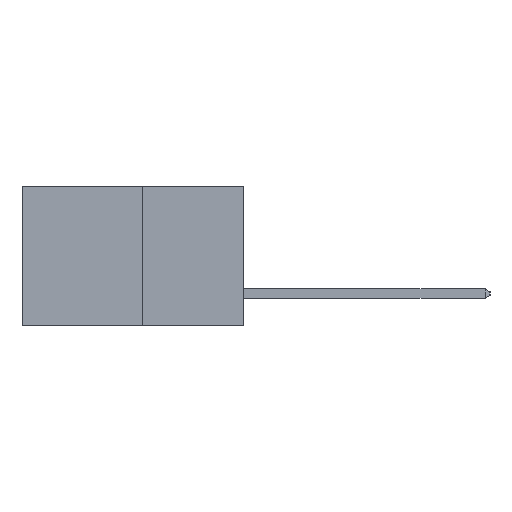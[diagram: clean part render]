
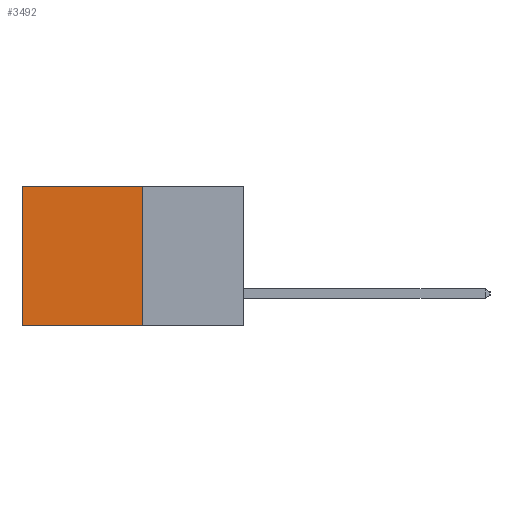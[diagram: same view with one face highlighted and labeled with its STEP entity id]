
A CAD part, left-side view. The second image highlights one B-rep face of the part: STEP entity #3492.
In plain terms, the highlighted planar face has unit normal (-1, 0, 0).
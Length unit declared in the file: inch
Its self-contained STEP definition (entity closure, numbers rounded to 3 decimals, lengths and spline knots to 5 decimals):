
#391 = VERTEX_POINT ( 'NONE', #9059 ) ;
#625 = LINE ( 'NONE', #3394, #5024 ) ;
#908 = VECTOR ( 'NONE', #10100, 39.37008 ) ;
#1517 = LINE ( 'NONE', #2285, #7735 ) ;
#2053 = ORIENTED_EDGE ( 'NONE', *, *, #3936, .T. ) ;
#2233 = VERTEX_POINT ( 'NONE', #4411 ) ;
#2285 = CARTESIAN_POINT ( 'NONE',  ( 0.277, 0.27, -0.37 ) ) ;
#2289 = CARTESIAN_POINT ( 'NONE',  ( 0.277, 0.27, -0.37 ) ) ;
#2302 = VERTEX_POINT ( 'NONE', #6998 ) ;
#2327 = DIRECTION ( 'NONE',  ( 0., 1., 0. ) ) ;
#2589 = EDGE_LOOP ( 'NONE', ( #2053, #10264, #7341, #6788 ) ) ;
#2925 = DIRECTION ( 'NONE',  ( 0., 0., -1. ) ) ;
#2935 = DIRECTION ( 'NONE',  ( 1., 0., 0. ) ) ;
#2975 = PLANE ( 'NONE',  #4643 ) ;
#3149 = DIRECTION ( 'NONE',  ( 0., 0., -1. ) ) ;
#3273 = CARTESIAN_POINT ( 'NONE',  ( 0.277, 0.27, -0.37 ) ) ;
#3394 = CARTESIAN_POINT ( 'NONE',  ( 0.277, 0.59, -0.37 ) ) ;
#3492 = ADVANCED_FACE ( 'NONE', ( #4271 ), #2975, .F. ) ;
#3936 = EDGE_CURVE ( 'NONE', #5359, #2233, #625, .T. ) ;
#4271 = FACE_OUTER_BOUND ( 'NONE', #2589, .T. ) ;
#4411 = CARTESIAN_POINT ( 'NONE',  ( 0.277, 0.59, -0.37 ) ) ;
#4643 = AXIS2_PLACEMENT_3D ( 'NONE', #3273, #2935, #2925 ) ;
#5024 = VECTOR ( 'NONE', #3149, 39.37008 ) ;
#5036 = EDGE_CURVE ( 'NONE', #2302, #2233, #10248, .T. ) ;
#5359 = VERTEX_POINT ( 'NONE', #9238 ) ;
#6110 = VECTOR ( 'NONE', #2327, 39.37008 ) ;
#6788 = ORIENTED_EDGE ( 'NONE', *, *, #7301, .T. ) ;
#6998 = CARTESIAN_POINT ( 'NONE',  ( 0.277, 0.27, -0.37 ) ) ;
#7181 = LINE ( 'NONE', #10111, #908 ) ;
#7301 = EDGE_CURVE ( 'NONE', #391, #5359, #7181, .T. ) ;
#7341 = ORIENTED_EDGE ( 'NONE', *, *, #10289, .F. ) ;
#7735 = VECTOR ( 'NONE', #9499, 39.37008 ) ;
#9059 = CARTESIAN_POINT ( 'NONE',  ( 0.277, 0.27, 0. ) ) ;
#9238 = CARTESIAN_POINT ( 'NONE',  ( 0.277, 0.59, 0. ) ) ;
#9499 = DIRECTION ( 'NONE',  ( 0., 0., -1. ) ) ;
#10100 = DIRECTION ( 'NONE',  ( 0., 1., 0. ) ) ;
#10111 = CARTESIAN_POINT ( 'NONE',  ( 0.277, 0.27, 0. ) ) ;
#10248 = LINE ( 'NONE', #2289, #6110 ) ;
#10264 = ORIENTED_EDGE ( 'NONE', *, *, #5036, .F. ) ;
#10289 = EDGE_CURVE ( 'NONE', #391, #2302, #1517, .T. ) ;
